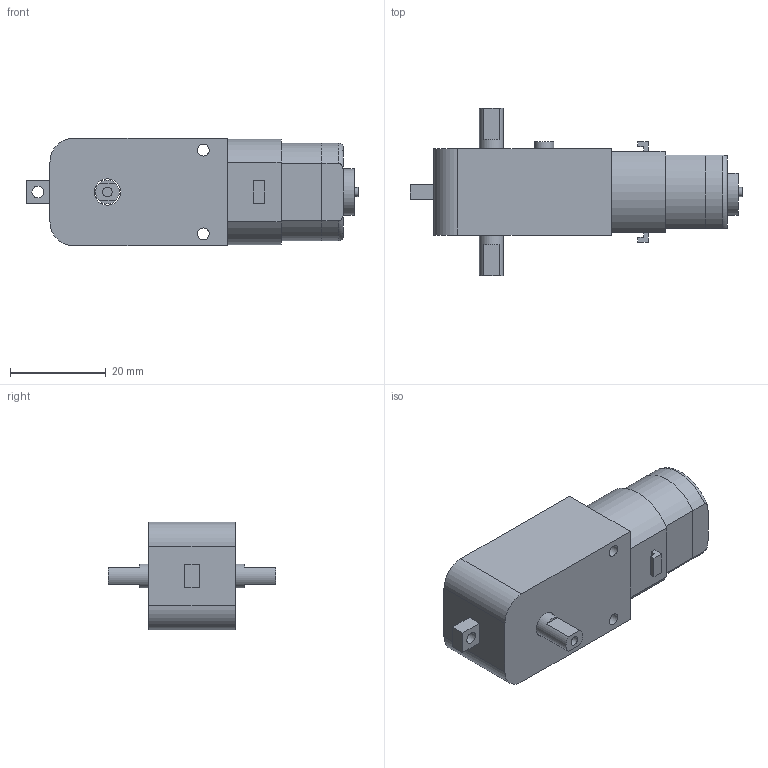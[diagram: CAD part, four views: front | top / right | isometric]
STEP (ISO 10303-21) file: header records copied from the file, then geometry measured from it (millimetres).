
FILE_DESCRIPTION(/* description */ ('','CAx-IF Rec.Pracs.---Representation and Presentation of Product Manufacturing Information (PMI)---4.0---2014-10-13'),/* implementation_level */ '2;1');
FILE_NAME(/* name */ 'TT_MOTOR_DUAL_AXLE v4.step',/* time_stamp */ '2024-12-15T20:18:12-05:00',/* author */ (''),/* organization */ (''),/* preprocessor_version */ 'ST-DEVELOPER v20',/* originating_system */ 'Autodesk Translation Framework v13.20.0.188',/* authorisation */ '');
FILE_SCHEMA (('AP242_MANAGED_MODEL_BASED_3D_ENGINEERING_MIM_LF { 1 0 10303 442 1 1 4 }'));
Length unit declared in the file: millimetre
Products named in the file (1): TT_MOTOR_DUAL_AXLE
Bounding box: 69.31 x 35 x 22.5 mm (x, y, z)
Volume: 19219.3 mm3; surface area: 8459.7 mm2
Topology: 5 solids, 5 shells, 78 faces, 177 edges, 118 vertices
Faces by surface type: plane 56, cylinder 20, torus 2
Full cylindrical faces by diameter (mm): 1.9 x1, 2 x2, 2.5 x3, 4 x1, 5 x1, 5.5 x1
Entity records: 2285 total; most frequent: CARTESIAN_POINT 410, DIRECTION 381, ORIENTED_EDGE 354, EDGE_CURVE 177, AXIS2_PLACEMENT_3D 129, LINE 123, VECTOR 123, VERTEX_POINT 118
